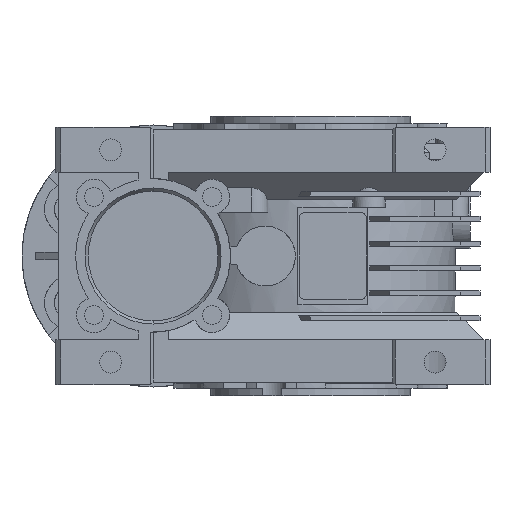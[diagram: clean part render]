
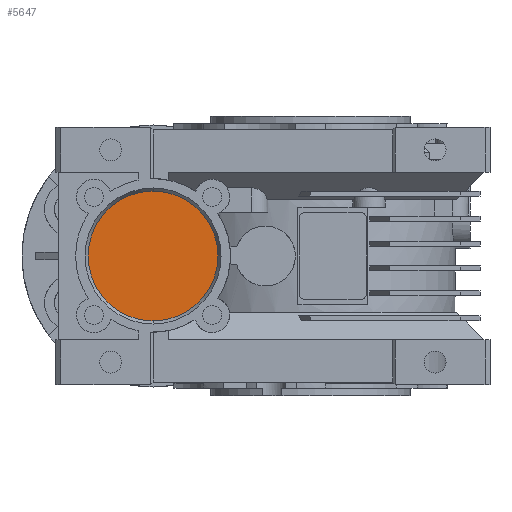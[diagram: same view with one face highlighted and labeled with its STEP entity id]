
A CAD part, left-side view. The second image highlights one B-rep face of the part: STEP entity #5647.
In plain terms, the highlighted planar face has unit normal (-1, 0, 0).
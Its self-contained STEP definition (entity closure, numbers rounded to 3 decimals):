
#815 = VERTEX_POINT ( 'NONE', #17392 ) ;
#5378 = DIRECTION ( 'NONE',  ( -1., 0., 0. ) ) ;
#5647 = ADVANCED_FACE ( 'NONE', ( #24404 ), #22880, .F. ) ;
#6442 = AXIS2_PLACEMENT_3D ( 'NONE', #24661, #5378, #27903 ) ;
#6794 = CIRCLE ( 'NONE', #25188, 26. ) ;
#6809 = DIRECTION ( 'NONE',  ( 0., 0., 1. ) ) ;
#11251 = ORIENTED_EDGE ( 'NONE', *, *, #27233, .T. ) ;
#12311 = DIRECTION ( 'NONE',  ( -1., 0., 0. ) ) ;
#13160 = AXIS2_PLACEMENT_3D ( 'NONE', #16430, #26087, #6809 ) ;
#16430 = CARTESIAN_POINT ( 'NONE',  ( -69.75, 37., 0. ) ) ;
#17392 = CARTESIAN_POINT ( 'NONE',  ( -69.75, 63., 26. ) ) ;
#22880 = PLANE ( 'NONE',  #13160 ) ;
#24404 = FACE_OUTER_BOUND ( 'NONE', #41619, .T. ) ;
#24661 = CARTESIAN_POINT ( 'NONE',  ( -69.75, 63., 0. ) ) ;
#25188 = AXIS2_PLACEMENT_3D ( 'NONE', #31516, #12311, #34744 ) ;
#26087 = DIRECTION ( 'NONE',  ( 1., 0., 0. ) ) ;
#27209 = CIRCLE ( 'NONE', #6442, 26. ) ;
#27233 = EDGE_CURVE ( 'NONE', #29926, #815, #27209, .T. ) ;
#27903 = DIRECTION ( 'NONE',  ( 0., 0., 1. ) ) ;
#28303 = CARTESIAN_POINT ( 'NONE',  ( -69.75, 63., -26. ) ) ;
#29926 = VERTEX_POINT ( 'NONE', #28303 ) ;
#31382 = EDGE_CURVE ( 'NONE', #815, #29926, #6794, .T. ) ;
#31516 = CARTESIAN_POINT ( 'NONE',  ( -69.75, 63., 0. ) ) ;
#34744 = DIRECTION ( 'NONE',  ( 0., 0., 1. ) ) ;
#38146 = ORIENTED_EDGE ( 'NONE', *, *, #31382, .T. ) ;
#41619 = EDGE_LOOP ( 'NONE', ( #38146, #11251 ) ) ;
